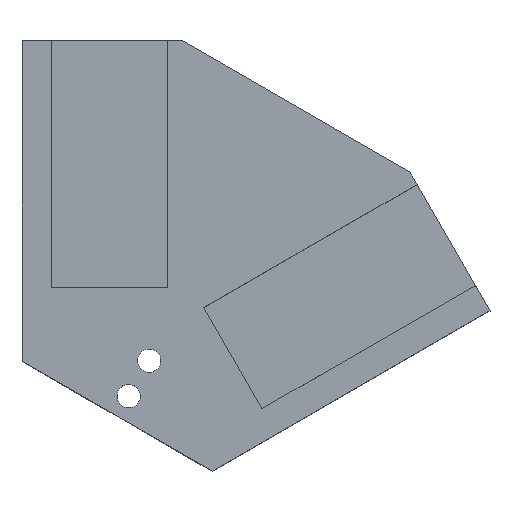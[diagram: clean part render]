
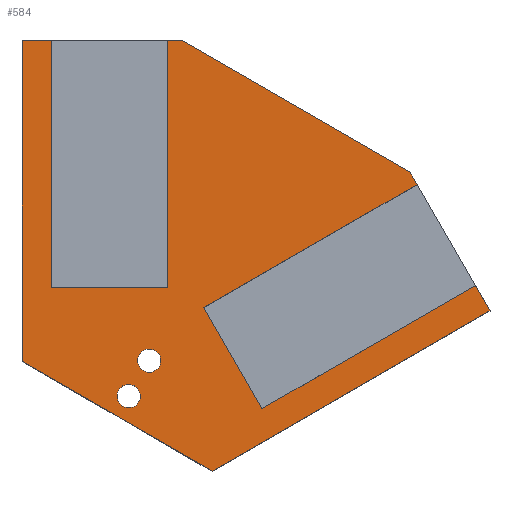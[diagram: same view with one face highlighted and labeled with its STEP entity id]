
A CAD part, top view. The second image highlights one B-rep face of the part: STEP entity #584.
In plain terms, the highlighted planar face has unit normal (0, 0, 1).
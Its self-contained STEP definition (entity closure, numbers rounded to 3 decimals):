
#29=FACE_BOUND('',#121,.T.);
#30=FACE_BOUND('',#122,.T.);
#50=PLANE('',#642);
#78=FACE_OUTER_BOUND('',#120,.T.);
#120=EDGE_LOOP('',(#533,#534,#535,#536,#537,#538,#539,#540,#541,#542,#543,
#544,#545,#546));
#121=EDGE_LOOP('',(#547));
#122=EDGE_LOOP('',(#548));
#127=LINE('',#819,#189);
#135=LINE('',#834,#197);
#136=LINE('',#836,#198);
#137=LINE('',#839,#199);
#141=LINE('',#846,#203);
#150=LINE('',#885,#212);
#155=LINE('',#896,#217);
#157=LINE('',#899,#219);
#158=LINE('',#902,#220);
#162=LINE('',#909,#224);
#179=LINE('',#943,#241);
#182=LINE('',#948,#244);
#183=LINE('',#950,#245);
#184=LINE('',#952,#246);
#189=VECTOR('',#669,10.);
#197=VECTOR('',#681,10.);
#198=VECTOR('',#684,10.);
#199=VECTOR('',#687,10.);
#203=VECTOR('',#691,10.);
#212=VECTOR('',#732,10.);
#217=VECTOR('',#741,10.);
#219=VECTOR('',#745,10.);
#220=VECTOR('',#748,10.);
#224=VECTOR('',#752,10.);
#241=VECTOR('',#781,10.);
#244=VECTOR('',#786,10.);
#245=VECTOR('',#789,10.);
#246=VECTOR('',#792,10.);
#254=CIRCLE('',#615,2.);
#256=CIRCLE('',#618,2.);
#269=VERTEX_POINT('',#815);
#271=VERTEX_POINT('',#818);
#275=VERTEX_POINT('',#830);
#276=VERTEX_POINT('',#832);
#277=VERTEX_POINT('',#838);
#280=VERTEX_POINT('',#844);
#282=VERTEX_POINT('',#850);
#284=VERTEX_POINT('',#856);
#292=VERTEX_POINT('',#879);
#294=VERTEX_POINT('',#883);
#297=VERTEX_POINT('',#893);
#298=VERTEX_POINT('',#895);
#299=VERTEX_POINT('',#901);
#302=VERTEX_POINT('',#907);
#313=VERTEX_POINT('',#942);
#314=VERTEX_POINT('',#946);
#325=EDGE_CURVE('',#271,#269,#127,.T.);
#333=EDGE_CURVE('',#275,#276,#135,.T.);
#334=EDGE_CURVE('',#276,#271,#136,.T.);
#335=EDGE_CURVE('',#275,#277,#137,.T.);
#339=EDGE_CURVE('',#280,#269,#141,.T.);
#342=EDGE_CURVE('',#282,#282,#254,.T.);
#345=EDGE_CURVE('',#284,#284,#256,.T.);
#358=EDGE_CURVE('',#292,#294,#150,.T.);
#363=EDGE_CURVE('',#298,#297,#155,.T.);
#365=EDGE_CURVE('',#294,#298,#157,.T.);
#366=EDGE_CURVE('',#299,#292,#158,.T.);
#370=EDGE_CURVE('',#297,#302,#162,.T.);
#387=EDGE_CURVE('',#302,#313,#179,.T.);
#390=EDGE_CURVE('',#313,#314,#182,.T.);
#391=EDGE_CURVE('',#277,#314,#183,.T.);
#392=EDGE_CURVE('',#280,#299,#184,.T.);
#533=ORIENTED_EDGE('',*,*,#325,.T.);
#534=ORIENTED_EDGE('',*,*,#339,.F.);
#535=ORIENTED_EDGE('',*,*,#392,.T.);
#536=ORIENTED_EDGE('',*,*,#366,.T.);
#537=ORIENTED_EDGE('',*,*,#358,.T.);
#538=ORIENTED_EDGE('',*,*,#365,.T.);
#539=ORIENTED_EDGE('',*,*,#363,.T.);
#540=ORIENTED_EDGE('',*,*,#370,.T.);
#541=ORIENTED_EDGE('',*,*,#387,.T.);
#542=ORIENTED_EDGE('',*,*,#390,.T.);
#543=ORIENTED_EDGE('',*,*,#391,.F.);
#544=ORIENTED_EDGE('',*,*,#335,.F.);
#545=ORIENTED_EDGE('',*,*,#333,.T.);
#546=ORIENTED_EDGE('',*,*,#334,.T.);
#547=ORIENTED_EDGE('',*,*,#342,.T.);
#548=ORIENTED_EDGE('',*,*,#345,.T.);
#584=ADVANCED_FACE('',(#78,#29,#30),#50,.T.);
#615=AXIS2_PLACEMENT_3D('',#852,#697,#698);
#618=AXIS2_PLACEMENT_3D('',#858,#704,#705);
#642=AXIS2_PLACEMENT_3D('',#953,#793,#794);
#669=DIRECTION('',(0.866,0.5,0.));
#681=DIRECTION('',(-0.866,-0.5,0.));
#684=DIRECTION('',(-0.5,0.866,0.));
#687=DIRECTION('',(0.5,-0.866,0.));
#691=DIRECTION('',(0.5,-0.866,0.));
#697=DIRECTION('center_axis',(0.,0.,
-1.));
#698=DIRECTION('ref_axis',(-0.5,-0.866,0.));
#704=DIRECTION('center_axis',(0.,0.,
-1.));
#705=DIRECTION('ref_axis',(-0.5,-0.866,0.));
#732=DIRECTION('',(0.,-1.,0.));
#741=DIRECTION('',(0.,1.,0.));
#745=DIRECTION('',(-1.,0.,0.));
#748=DIRECTION('',(-1.,0.,0.));
#752=DIRECTION('',(-1.,0.,0.));
#781=DIRECTION('',(0.,-1.,0.));
#786=DIRECTION('',(0.866,-0.5,0.));
#789=DIRECTION('',(-0.866,-0.5,0.));
#792=DIRECTION('',(-0.866,0.5,0.));
#793=DIRECTION('center_axis',(0.,0.,
1.));
#794=DIRECTION('ref_axis',(0.5,0.866,0.));
#815=CARTESIAN_POINT('',(-27.997,-97.822,-10.));
#818=CARTESIAN_POINT('',(-64.593,-118.951,-10.));
#819=CARTESIAN_POINT('',(-44.377,-107.279,-10.));
#830=CARTESIAN_POINT('',(-17.997,-115.143,-10.));
#832=CARTESIAN_POINT('',(-54.593,-136.272,-10.));
#834=CARTESIAN_POINT('',(-34.377,-124.6,-10.));
#836=CARTESIAN_POINT('',(-63.753,-120.406,-10.));
#838=CARTESIAN_POINT('',(-15.497,-119.473,-10.));
#839=CARTESIAN_POINT('',(-17.997,-115.143,-10.));
#844=CARTESIAN_POINT('',(-29.247,-95.657,-10.));
#846=CARTESIAN_POINT('',(-17.997,-115.143,-10.));
#850=CARTESIAN_POINT('',(-76.423,-132.369,-10.));
#852=CARTESIAN_POINT('Origin',(-77.423,-134.101,-10.));
#856=CARTESIAN_POINT('',(-72.923,-126.307,-10.));
#858=CARTESIAN_POINT('Origin',(-73.923,-128.039,-10.));
#879=CARTESIAN_POINT('',(-70.718,-73.157,-10.));
#883=CARTESIAN_POINT('',(-70.718,-115.415,-10.));
#885=CARTESIAN_POINT('',(-70.718,-92.071,-10.));
#893=CARTESIAN_POINT('',(-90.718,-73.157,-10.));
#895=CARTESIAN_POINT('',(-90.718,-115.415,-10.));
#896=CARTESIAN_POINT('',(-90.718,-92.071,-10.));
#899=CARTESIAN_POINT('',(-72.398,-115.415,-10.));
#901=CARTESIAN_POINT('',(-68.218,-73.157,-10.));
#902=CARTESIAN_POINT('',(-90.718,-73.157,-10.));
#907=CARTESIAN_POINT('',(-95.718,-73.157,-10.));
#909=CARTESIAN_POINT('',(-90.718,-73.157,-10.));
#942=CARTESIAN_POINT('',(-95.718,-128.157,-10.));
#943=CARTESIAN_POINT('',(-95.718,-73.157,-10.));
#946=CARTESIAN_POINT('',(-63.128,-146.973,-10.));
#948=CARTESIAN_POINT('',(-95.718,-128.157,-10.));
#950=CARTESIAN_POINT('',(-15.497,-119.473,-10.));
#952=CARTESIAN_POINT('',(-29.247,-95.657,-10.));
#953=CARTESIAN_POINT('Origin',(-64.078,-110.986,-10.));
